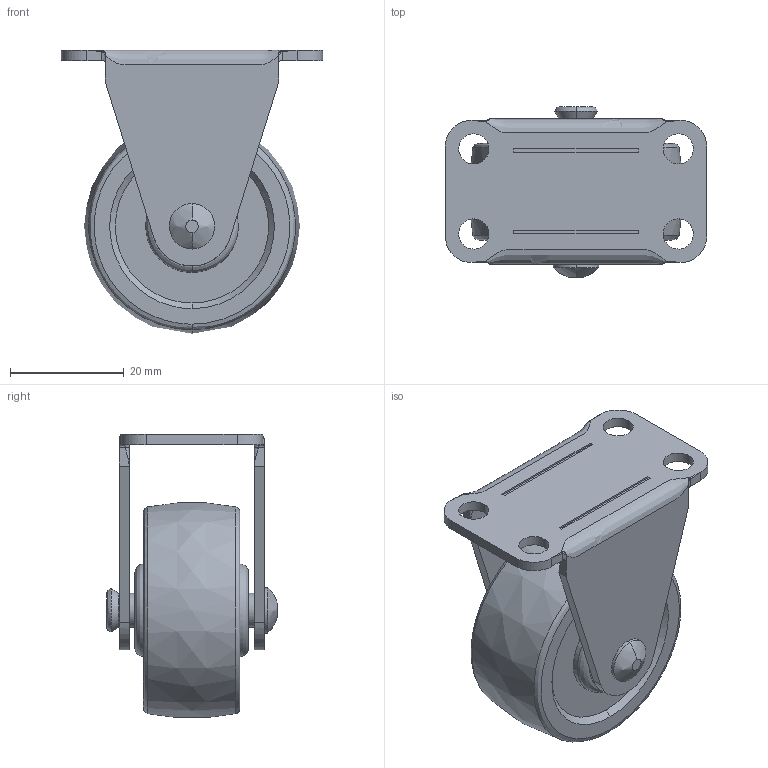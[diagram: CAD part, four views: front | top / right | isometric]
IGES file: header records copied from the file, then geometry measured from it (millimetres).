
Start section: ------------------------------------------------------------------------
Global section: file name: PC002.7988.TCA_420R_U38_27137.igs; native system: spGate; preprocessor: ver19.8.4 (****-****-****-****); author: Unknown; organization: Unknown; date: 250807.203412; units: millimetre
Bounding box: 46 x 30.1 x 49.91 mm (x, y, z)
Volume: 23204.4 mm3; surface area: 10913.1 mm2
Topology: 3 solids, 3 shells, 113 faces, 270 edges, 162 vertices
Faces by surface type: bspline 113
